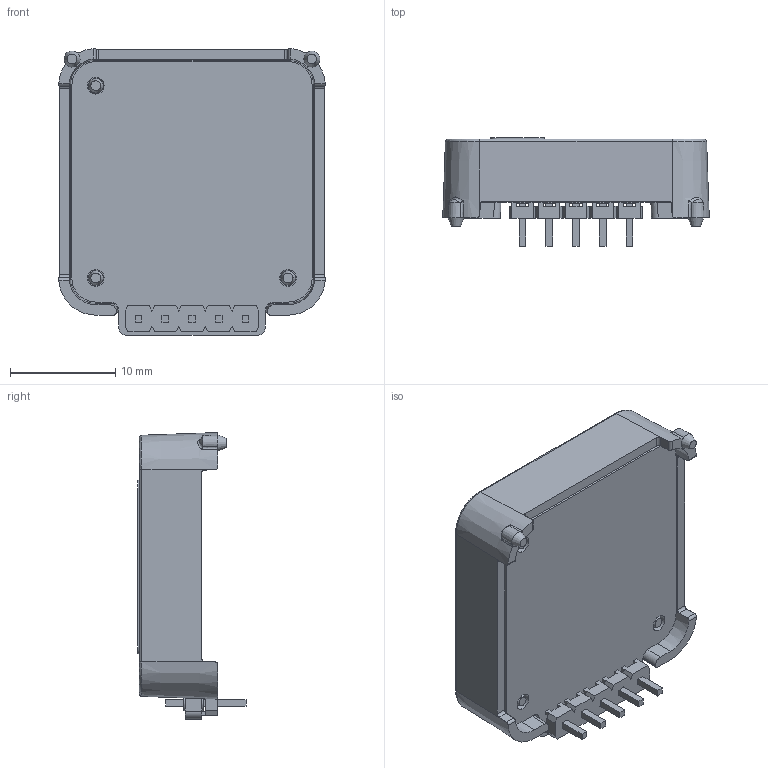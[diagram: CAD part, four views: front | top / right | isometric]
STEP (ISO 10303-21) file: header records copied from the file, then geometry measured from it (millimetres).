
FILE_DESCRIPTION (( 'STEP AP214' ), '1' );
FILE_NAME ('MPS MINI SOLID MODEL.STEP', '2022-07-07T21:18:43', ( '' ), ( '' ), 'SwSTEP 2.0', 'SolidWorks 2018', '' );
FILE_SCHEMA (( 'AUTOMOTIVE_DESIGN' ));
Length unit declared in the file: inch
Products named in the file (2): MPS MINI SOLID MODEL
Bounding box: 25.34 x 10.27 x 27.28 mm (x, y, z)
Volume: 2357.5 mm3; surface area: 4222.7 mm2
Topology: 6 solids, 6 shells, 425 faces, 1106 edges, 721 vertices
Faces by surface type: plane 287, cylinder 92, bspline 24, cone 22
Full cylindrical faces by diameter (mm): 1.011 x5, 1.016 x6, 1.524 x10, 1.587 x2, 1.588 x1, 7.62 x1, 10.284 x1
Entity records: 13726 total; most frequent: CARTESIAN_POINT 3115, ORIENTED_EDGE 2132, DIRECTION 1960, EDGE_CURVE 1066, LINE 782, VECTOR 782, VERTEX_POINT 717, AXIS2_PLACEMENT_3D 589
